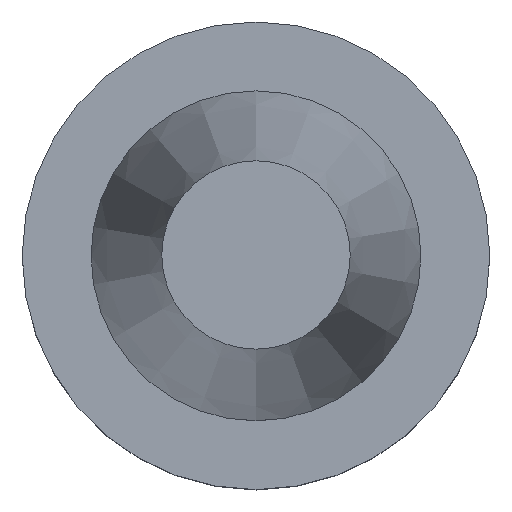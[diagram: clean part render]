
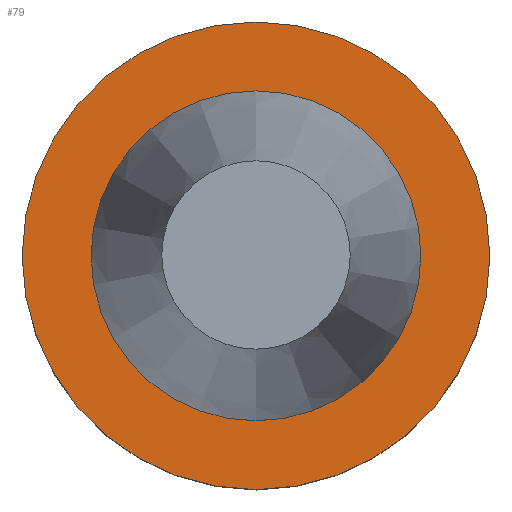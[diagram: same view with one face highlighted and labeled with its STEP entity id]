
A CAD part, top view. The second image highlights one B-rep face of the part: STEP entity #79.
In plain terms, the highlighted planar face has unit normal (0, 0, 1).
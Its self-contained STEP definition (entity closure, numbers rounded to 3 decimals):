
#52=EDGE_CURVE('Unnamed[1]',#139,#139,#140,.T.);
#79=ADVANCED_FACE('Unnamed[1]',(#180,#181),#182,.T.);
#121=EDGE_CURVE('Unnamed[1]',#246,#246,#247,.T.);
#139=VERTEX_POINT('',#256);
#140=CIRCLE('',#257,22.225);
#180=FACE_OUTER_BOUND('',#308,.T.);
#181=FACE_BOUND('',#309,.T.);
#182=PLANE('',#310);
#246=VERTEX_POINT('',#389);
#247=CIRCLE('',#390,31.5);
#256=CARTESIAN_POINT('',(0.,22.225,-1.));
#257=AXIS2_PLACEMENT_3D('',#392,#393,#394);
#308=EDGE_LOOP('',(#437));
#309=EDGE_LOOP('',(#438));
#310=AXIS2_PLACEMENT_3D('',#439,#440,#441);
#389=CARTESIAN_POINT('',(0.,31.5,-1.));
#390=AXIS2_PLACEMENT_3D('',#511,#512,#513);
#392=CARTESIAN_POINT('',(0.,0.,-1.));
#393=DIRECTION('',(0.,0.,-1.0));
#394=DIRECTION('',(0.,1.0,0.));
#437=ORIENTED_EDGE('',*,*,#121,.F.);
#438=ORIENTED_EDGE('',*,*,#52,.T.);
#439=CARTESIAN_POINT('',(0.,26.862,-1.));
#440=DIRECTION('',(0.,0.,1.0));
#441=DIRECTION('',(0.,-1.0,0.));
#511=CARTESIAN_POINT('',(0.,0.,-1.));
#512=DIRECTION('',(0.,0.,-1.0));
#513=DIRECTION('',(0.,1.0,0.));
